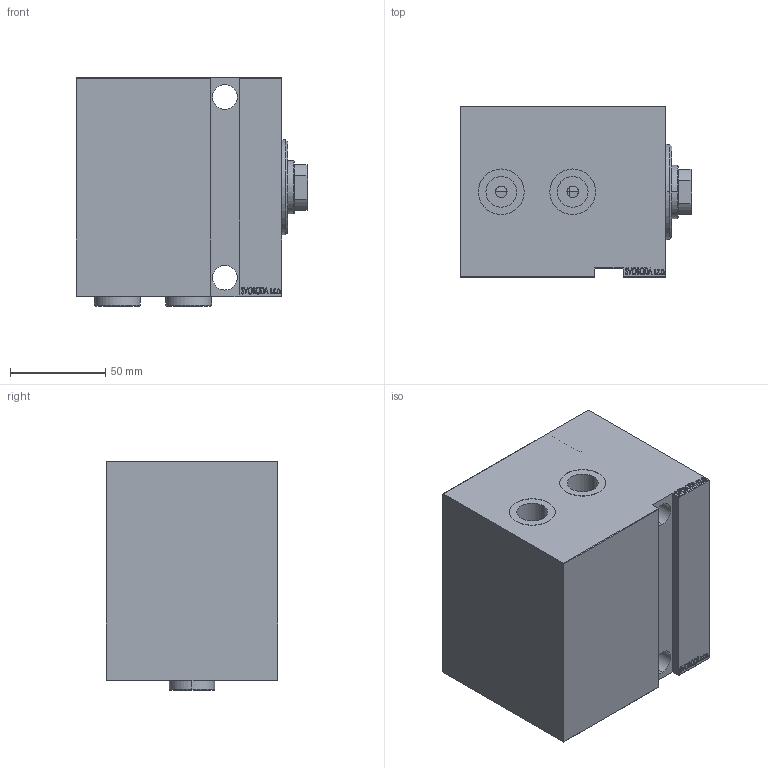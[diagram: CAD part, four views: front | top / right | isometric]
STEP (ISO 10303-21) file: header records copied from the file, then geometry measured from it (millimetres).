
FILE_DESCRIPTION (( 'STEP AP203' ), '1' );
FILE_NAME ('0256.STEP', '2022-04-17T15:57:31', ( '' ), ( '' ), 'SwSTEP 2.0', 'SolidWorks 2019', '' );
FILE_SCHEMA (( 'CONFIG_CONTROL_DESIGN' ));
Length unit declared in the file: millimetre
Products named in the file (5): V450CP_VC_B 5fabee24b1e1a3cbcc419e6ffd3f076a; 0256; PLUG 5fabee24b1e1a3cbcc419e6ffd3f076a; V450CP_B_VCP 5fabee24b1e1a3cbcc419e6ffd3f076a; V450CP_E 5fabee24b1e1a3cbcc419e6ffd3f076a
Assembly tree (5 placements, depth 2):
  0256
    V450CP_E 5fabee24b1e1a3cbcc419e6ffd3f076a
    V450CP_B_VCP 5fabee24b1e1a3cbcc419e6ffd3f076a
    V450CP_VC_B 5fabee24b1e1a3cbcc419e6ffd3f076a
    PLUG 5fabee24b1e1a3cbcc419e6ffd3f076a  x2
Bounding box: 121.5 x 90 x 119.9 mm (x, y, z)
Volume: 1048949.2 mm3; surface area: 140666.9 mm2
Topology: 5 solids, 5 shells, 850 faces, 2153 edges, 1419 vertices
Faces by surface type: plane 387, bspline 365, cylinder 76, cone 18, torus 4
Entity records: 41886 total; most frequent: CARTESIAN_POINT 23618, ORIENTED_EDGE 4222, DIRECTION 2487, EDGE_CURVE 2111, VERTEX_POINT 1395, VECTOR 1195, LINE 1195, EDGE_LOOP 948
